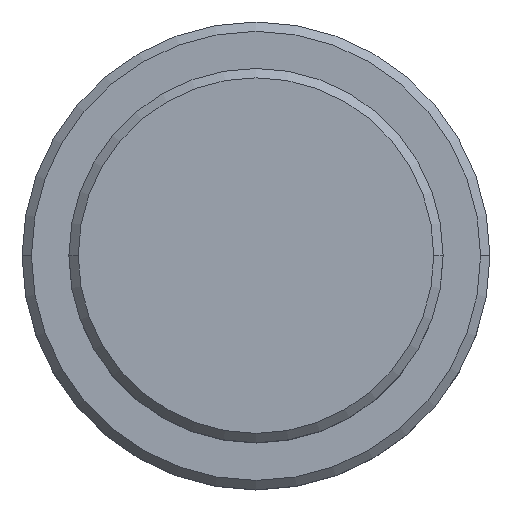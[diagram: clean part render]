
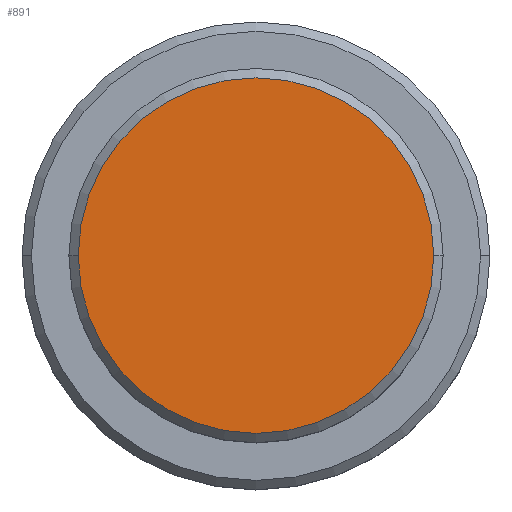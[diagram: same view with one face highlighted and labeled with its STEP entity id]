
A CAD part, top view. The second image highlights one B-rep face of the part: STEP entity #891.
In plain terms, the highlighted planar face has unit normal (0, 0, 1).
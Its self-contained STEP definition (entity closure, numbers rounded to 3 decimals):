
#67 = EDGE_LOOP ( 'NONE', ( #434, #923 ) ) ;
#76 = CARTESIAN_POINT ( 'NONE',  ( 0., 0., 0. ) ) ;
#93 = AXIS2_PLACEMENT_3D ( 'NONE', #450, #254, #125 ) ;
#125 = DIRECTION ( 'NONE',  ( 1., 0., 0. ) ) ;
#147 = AXIS2_PLACEMENT_3D ( 'NONE', #76, #910, #1361 ) ;
#161 = DIRECTION ( 'NONE',  ( 1., 0., 0. ) ) ;
#215 = CIRCLE ( 'NONE', #93, 9.5 ) ;
#254 = DIRECTION ( 'NONE',  ( 0., 0., 1. ) ) ;
#434 = ORIENTED_EDGE ( 'NONE', *, *, #1348, .T. ) ;
#450 = CARTESIAN_POINT ( 'NONE',  ( 0., 0., 0. ) ) ;
#650 = VERTEX_POINT ( 'NONE', #854 ) ;
#854 = CARTESIAN_POINT ( 'NONE',  ( 9.5, 0., 0. ) ) ;
#870 = CIRCLE ( 'NONE', #1402, 9.5 ) ;
#891 = ADVANCED_FACE ( 'NONE', ( #935 ), #1038, .T. ) ;
#909 = CARTESIAN_POINT ( 'NONE',  ( 0., 0., 0. ) ) ;
#910 = DIRECTION ( 'NONE',  ( 0., 0., 1. ) ) ;
#923 = ORIENTED_EDGE ( 'NONE', *, *, #1181, .T. ) ;
#935 = FACE_OUTER_BOUND ( 'NONE', #67, .T. ) ;
#1038 = PLANE ( 'NONE',  #147 ) ;
#1046 = VERTEX_POINT ( 'NONE', #1277 ) ;
#1129 = DIRECTION ( 'NONE',  ( 0., 0., 1. ) ) ;
#1181 = EDGE_CURVE ( 'NONE', #650, #1046, #215, .T. ) ;
#1277 = CARTESIAN_POINT ( 'NONE',  ( -9.5, 0., 0. ) ) ;
#1348 = EDGE_CURVE ( 'NONE', #1046, #650, #870, .T. ) ;
#1361 = DIRECTION ( 'NONE',  ( 1., 0., 0. ) ) ;
#1402 = AXIS2_PLACEMENT_3D ( 'NONE', #909, #1129, #161 ) ;
